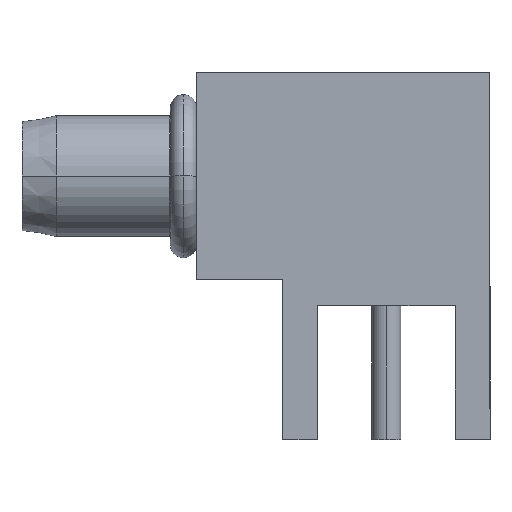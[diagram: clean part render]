
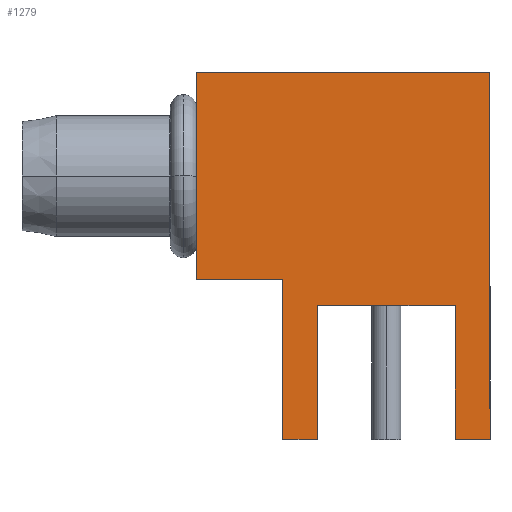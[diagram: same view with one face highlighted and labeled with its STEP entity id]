
A CAD part, top view. The second image highlights one B-rep face of the part: STEP entity #1279.
In plain terms, the highlighted planar face has unit normal (0, 0, 1).
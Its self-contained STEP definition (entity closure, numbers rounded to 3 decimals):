
#13 = EDGE_CURVE ( 'NONE', #476, #92, #512, .T. ) ;
#47 = DIRECTION ( 'NONE',  ( 0., 1., 0. ) ) ;
#48 = DIRECTION ( 'NONE',  ( -1., 0., 0. ) ) ;
#65 = CARTESIAN_POINT ( 'NONE',  ( 3.193, -3.81, 3.05 ) ) ;
#71 = LINE ( 'NONE', #314, #1075 ) ;
#74 = CARTESIAN_POINT ( 'NONE',  ( 3.193, -7.75, 3.05 ) ) ;
#80 = VECTOR ( 'NONE', #424, 1000. ) ;
#92 = VERTEX_POINT ( 'NONE', #228 ) ;
#146 = ORIENTED_EDGE ( 'NONE', *, *, #1247, .T. ) ;
#162 = ORIENTED_EDGE ( 'NONE', *, *, #1313, .F. ) ;
#168 = CARTESIAN_POINT ( 'NONE',  ( 4.213, -3.05, 3.05 ) ) ;
#223 = VECTOR ( 'NONE', #600, 1000. ) ;
#228 = CARTESIAN_POINT ( 'NONE',  ( 3.193, -7.75, 3.05 ) ) ;
#244 = ORIENTED_EDGE ( 'NONE', *, *, #258, .F. ) ;
#252 = CARTESIAN_POINT ( 'NONE',  ( -1.887, -3.05, 3.05 ) ) ;
#258 = EDGE_CURVE ( 'NONE', #924, #646, #1125, .T. ) ;
#264 = DIRECTION ( 'NONE',  ( -1., 0., 0. ) ) ;
#269 = PLANE ( 'NONE',  #1328 ) ;
#314 = CARTESIAN_POINT ( 'NONE',  ( -1.887, -3.81, 3.05 ) ) ;
#346 = ORIENTED_EDGE ( 'NONE', *, *, #510, .F. ) ;
#350 = VECTOR ( 'NONE', #801, 1000. ) ;
#424 = DIRECTION ( 'NONE',  ( -1., 0., 0. ) ) ;
#449 = EDGE_CURVE ( 'NONE', #632, #1299, #71, .T. ) ;
#467 = VERTEX_POINT ( 'NONE', #753 ) ;
#476 = VERTEX_POINT ( 'NONE', #976 ) ;
#510 = EDGE_CURVE ( 'NONE', #467, #632, #1381, .T. ) ;
#512 = LINE ( 'NONE', #1235, #1008 ) ;
#521 = CARTESIAN_POINT ( 'NONE',  ( -0.867, -3.81, 3.05 ) ) ;
#533 = VECTOR ( 'NONE', #47, 1000. ) ;
#536 = VECTOR ( 'NONE', #48, 1000. ) ;
#567 = CARTESIAN_POINT ( 'NONE',  ( 4.213, -3.05, 3.05 ) ) ;
#600 = DIRECTION ( 'NONE',  ( 0., 1., 0. ) ) ;
#602 = VERTEX_POINT ( 'NONE', #627 ) ;
#604 = LINE ( 'NONE', #910, #923 ) ;
#627 = CARTESIAN_POINT ( 'NONE',  ( -4.427, -3.05, 3.05 ) ) ;
#632 = VERTEX_POINT ( 'NONE', #1270 ) ;
#646 = VERTEX_POINT ( 'NONE', #521 ) ;
#677 = CARTESIAN_POINT ( 'NONE',  ( 4.213, -3.81, 3.05 ) ) ;
#693 = DIRECTION ( 'NONE',  ( 0., 1., 0. ) ) ;
#703 = DIRECTION ( 'NONE',  ( 1., 0., 0. ) ) ;
#734 = EDGE_LOOP ( 'NONE', ( #162, #972, #1071, #346, #1076, #244, #1335, #791, #1241, #146 ) ) ;
#737 = LINE ( 'NONE', #74, #1195 ) ;
#753 = CARTESIAN_POINT ( 'NONE',  ( -0.867, -7.75, 3.05 ) ) ;
#783 = VECTOR ( 'NONE', #1110, 1000. ) ;
#791 = ORIENTED_EDGE ( 'NONE', *, *, #13, .F. ) ;
#800 = LINE ( 'NONE', #1369, #533 ) ;
#801 = DIRECTION ( 'NONE',  ( -1., 0., 0. ) ) ;
#821 = VERTEX_POINT ( 'NONE', #1131 ) ;
#876 = EDGE_CURVE ( 'NONE', #467, #646, #604, .T. ) ;
#905 = CARTESIAN_POINT ( 'NONE',  ( -4.427, -3.05, 3.05 ) ) ;
#910 = CARTESIAN_POINT ( 'NONE',  ( -0.867, -7.75, 3.05 ) ) ;
#914 = EDGE_CURVE ( 'NONE', #476, #821, #800, .T. ) ;
#923 = VECTOR ( 'NONE', #693, 1000. ) ;
#924 = VERTEX_POINT ( 'NONE', #65 ) ;
#972 = ORIENTED_EDGE ( 'NONE', *, *, #1259, .F. ) ;
#976 = CARTESIAN_POINT ( 'NONE',  ( 4.213, -7.75, 3.05 ) ) ;
#1008 = VECTOR ( 'NONE', #264, 1000. ) ;
#1019 = FACE_OUTER_BOUND ( 'NONE', #734, .T. ) ;
#1033 = LINE ( 'NONE', #1357, #350 ) ;
#1064 = EDGE_CURVE ( 'NONE', #92, #924, #737, .T. ) ;
#1071 = ORIENTED_EDGE ( 'NONE', *, *, #449, .F. ) ;
#1075 = VECTOR ( 'NONE', #1278, 1000. ) ;
#1076 = ORIENTED_EDGE ( 'NONE', *, *, #876, .T. ) ;
#1110 = DIRECTION ( 'NONE',  ( -1., 0., 0. ) ) ;
#1125 = LINE ( 'NONE', #677, #783 ) ;
#1131 = CARTESIAN_POINT ( 'NONE',  ( 4.213, 3.05, 3.05 ) ) ;
#1195 = VECTOR ( 'NONE', #1373, 1000. ) ;
#1224 = CARTESIAN_POINT ( 'NONE',  ( -4.427, 3.05, 3.05 ) ) ;
#1231 = LINE ( 'NONE', #905, #223 ) ;
#1233 = VERTEX_POINT ( 'NONE', #1224 ) ;
#1235 = CARTESIAN_POINT ( 'NONE',  ( 4.213, -7.75, 3.05 ) ) ;
#1240 = LINE ( 'NONE', #168, #536 ) ;
#1241 = ORIENTED_EDGE ( 'NONE', *, *, #914, .T. ) ;
#1247 = EDGE_CURVE ( 'NONE', #821, #1233, #1033, .T. ) ;
#1259 = EDGE_CURVE ( 'NONE', #1299, #602, #1240, .T. ) ;
#1270 = CARTESIAN_POINT ( 'NONE',  ( -1.887, -7.75, 3.05 ) ) ;
#1278 = DIRECTION ( 'NONE',  ( 0., 1., 0. ) ) ;
#1279 = ADVANCED_FACE ( 'NONE', ( #1019 ), #269, .T. ) ;
#1299 = VERTEX_POINT ( 'NONE', #252 ) ;
#1313 = EDGE_CURVE ( 'NONE', #602, #1233, #1231, .T. ) ;
#1328 = AXIS2_PLACEMENT_3D ( 'NONE', #567, #1338, #703 ) ;
#1335 = ORIENTED_EDGE ( 'NONE', *, *, #1064, .F. ) ;
#1338 = DIRECTION ( 'NONE',  ( 0., 0., 1. ) ) ;
#1357 = CARTESIAN_POINT ( 'NONE',  ( 4.213, 3.05, 3.05 ) ) ;
#1369 = CARTESIAN_POINT ( 'NONE',  ( 4.213, -3.05, 3.05 ) ) ;
#1373 = DIRECTION ( 'NONE',  ( 0., 1., 0. ) ) ;
#1381 = LINE ( 'NONE', #1403, #80 ) ;
#1403 = CARTESIAN_POINT ( 'NONE',  ( -0.867, -7.75, 3.05 ) ) ;
